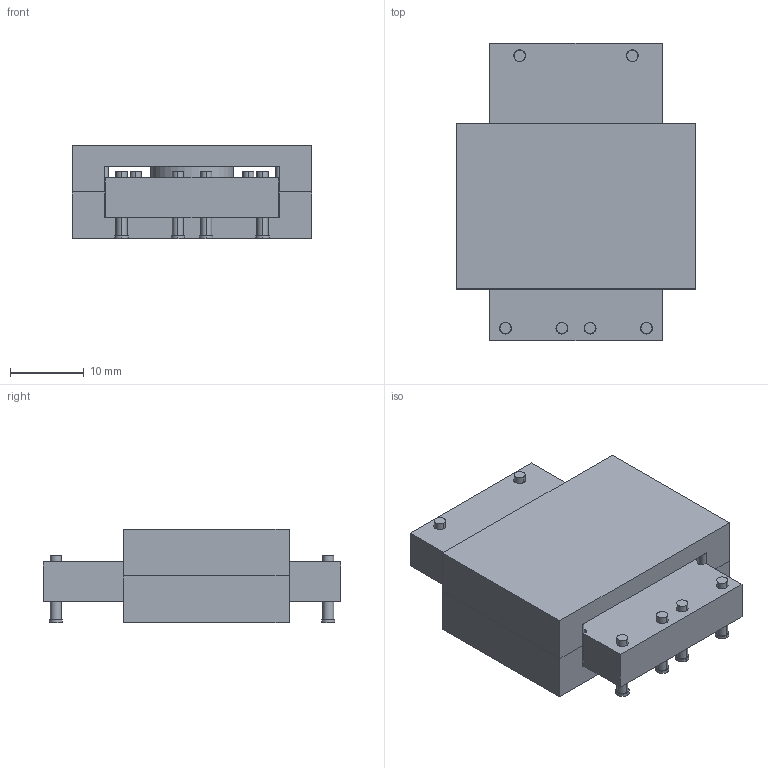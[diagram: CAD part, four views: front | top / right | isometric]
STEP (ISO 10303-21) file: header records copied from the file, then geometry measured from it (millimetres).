
FILE_DESCRIPTION((''),'2;1');
FILE_NAME('NICHOLAS_ASM','2017-05-10T',('TOOan'),(''),'CREO PARAMETRIC BY PTC INC, 2016260','CREO PARAMETRIC BY PTC INC, 2016260','');
FILE_SCHEMA(('CONFIG_CONTROL_DESIGN','GEOMETRIC_VALIDATION_PROPERTIES_MIM'));
Length unit declared in the file: millimetre
Products named in the file (12): IMPORTED6; IMPORTED9; IMPORTED8; IMPORTED1; IMPORTED5; IMPORTED4; IMPORTED2; IMPORTED7; IMPORTED3; A_C68F57174_ASM; 3D_80R2-30AC-3208-1M2_ASM; NICHOLAS_ASM
Assembly tree (11 placements, depth 4):
  NICHOLAS_ASM
    3D_80R2-30AC-3208-1M2_ASM
      A_C68F57174_ASM
        IMPORTED6
        IMPORTED9
        IMPORTED8
        IMPORTED1
        IMPORTED5
        IMPORTED4
        IMPORTED2
        IMPORTED7
        IMPORTED3
Bounding box: 32.4 x 40.2 x 12.61 mm (x, y, z)
Volume: 10488.9 mm3; surface area: 7640 mm2
Topology: 9 solids, 9 shells, 111 faces, 261 edges, 176 vertices
Faces by surface type: cylinder 63, plane 48
Entity records: 4954 total; most frequent: DIRECTION 673, CARTESIAN_POINT 646, ORIENTED_EDGE 522, AXIS2_PLACEMENT_3D 272, PRESENTATION_STYLE_ASSIGNMENT 270, STYLED_ITEM 270, CURVE_STYLE 261, EDGE_CURVE 261
